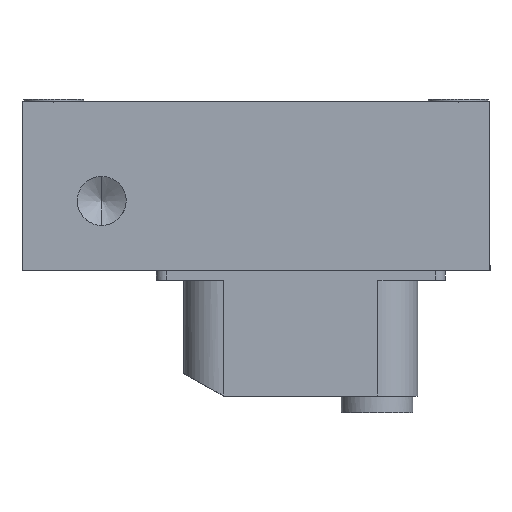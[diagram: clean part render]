
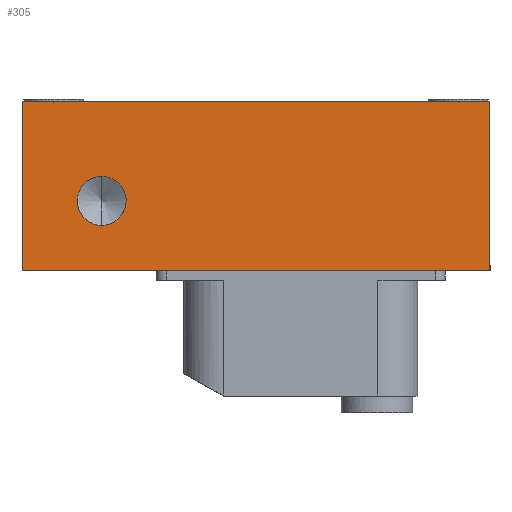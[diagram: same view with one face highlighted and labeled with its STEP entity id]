
A CAD part, front view. The second image highlights one B-rep face of the part: STEP entity #305.
In plain terms, the highlighted planar face has unit normal (0, -1, 0).
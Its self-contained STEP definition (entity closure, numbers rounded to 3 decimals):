
#51=FACE_BOUND('',#1132,.T.);
#305=ADVANCED_FACE('',(#700,#51),#6510,.T.);
#700=FACE_OUTER_BOUND('',#1131,.T.);
#1131=EDGE_LOOP('',(#2544,#2545,#2546,#2547));
#1132=EDGE_LOOP('',(#2548,#2549,#2550,#2551));
#2544=ORIENTED_EDGE('',*,*,#4118,.T.);
#2545=ORIENTED_EDGE('',*,*,#4117,.F.);
#2546=ORIENTED_EDGE('',*,*,#3984,.F.);
#2547=ORIENTED_EDGE('',*,*,#4119,.T.);
#2548=ORIENTED_EDGE('',*,*,#4016,.T.);
#2549=ORIENTED_EDGE('',*,*,#4477,.T.);
#2550=ORIENTED_EDGE('',*,*,#4015,.T.);
#2551=ORIENTED_EDGE('',*,*,#4014,.T.);
#3984=EDGE_CURVE('',#6004,#6005,#4850,.T.);
#4014=EDGE_CURVE('',#6045,#6046,#5363,.T.);
#4015=EDGE_CURVE('',#6047,#6045,#5364,.T.);
#4016=EDGE_CURVE('',#6046,#6312,#5365,.T.);
#4117=EDGE_CURVE('',#6005,#6089,#4907,.T.);
#4118=EDGE_CURVE('',#6091,#6089,#4908,.T.);
#4119=EDGE_CURVE('',#6004,#6091,#4909,.T.);
#4477=EDGE_CURVE('',#6312,#6047,#5585,.T.);
#4850=B_SPLINE_CURVE_WITH_KNOTS('',1,(#10836,#10837),.UNSPECIFIED.,.F.,
 .F.,(2,2),(0.,47.),.UNSPECIFIED.);
#4907=B_SPLINE_CURVE_WITH_KNOTS('',1,(#11295,#11296),.UNSPECIFIED.,.F.,
 .F.,(2,2),(0.,17.),.UNSPECIFIED.);
#4908=B_SPLINE_CURVE_WITH_KNOTS('',1,(#11297,#11298),.UNSPECIFIED.,.F.,
 .F.,(2,2),(0.,47.),.UNSPECIFIED.);
#4909=B_SPLINE_CURVE_WITH_KNOTS('',1,(#11299,#11300),.UNSPECIFIED.,.F.,
 .F.,(2,2),(0.,17.),.UNSPECIFIED.);
#5363=(
BOUNDED_CURVE()
B_SPLINE_CURVE(2,(#10925,#10926,#10927),.UNSPECIFIED.,.F.,.F.)
B_SPLINE_CURVE_WITH_KNOTS((3,3),(-3.862,0.),.UNSPECIFIED.)
CURVE()
GEOMETRIC_REPRESENTATION_ITEM()
RATIONAL_B_SPLINE_CURVE((1.,0.707,1.))
REPRESENTATION_ITEM('')
);
#5364=(
BOUNDED_CURVE()
B_SPLINE_CURVE(2,(#10928,#10929,#10930),.UNSPECIFIED.,.F.,.F.)
B_SPLINE_CURVE_WITH_KNOTS((3,3),(-7.724,-3.862),
 .UNSPECIFIED.)
CURVE()
GEOMETRIC_REPRESENTATION_ITEM()
RATIONAL_B_SPLINE_CURVE((1.,0.707,1.))
REPRESENTATION_ITEM('')
);
#5365=(
BOUNDED_CURVE()
B_SPLINE_CURVE(2,(#10931,#10932,#10933),.UNSPECIFIED.,.F.,.F.)
B_SPLINE_CURVE_WITH_KNOTS((3,3),(-7.724,-3.862),
 .UNSPECIFIED.)
CURVE()
GEOMETRIC_REPRESENTATION_ITEM()
RATIONAL_B_SPLINE_CURVE((1.,0.707,1.))
REPRESENTATION_ITEM('')
);
#5585=(
BOUNDED_CURVE()
B_SPLINE_CURVE(2,(#12599,#12600,#12601),.UNSPECIFIED.,.F.,.F.)
B_SPLINE_CURVE_WITH_KNOTS((3,3),(-3.862,0.),.UNSPECIFIED.)
CURVE()
GEOMETRIC_REPRESENTATION_ITEM()
RATIONAL_B_SPLINE_CURVE((1.,0.707,1.))
REPRESENTATION_ITEM('')
);
#6004=VERTEX_POINT('',#9130);
#6005=VERTEX_POINT('',#9131);
#6045=VERTEX_POINT('',#9171);
#6046=VERTEX_POINT('',#9172);
#6047=VERTEX_POINT('',#9173);
#6089=VERTEX_POINT('',#9215);
#6091=VERTEX_POINT('',#9217);
#6312=VERTEX_POINT('',#9438);
#6510=PLANE('',#6984);
#6984=AXIS2_PLACEMENT_3D('',#8484,#7350,$);
#7350=DIRECTION('',(0.,-1.,0.));
#8484=CARTESIAN_POINT('',(-28.32,-29.,12.48));
#9130=CARTESIAN_POINT('',(-23.5,-29.,31.3));
#9131=CARTESIAN_POINT('',(23.5,-29.,31.3));
#9171=CARTESIAN_POINT('',(-15.5,-29.,18.842));
#9172=CARTESIAN_POINT('',(-17.958,-29.,21.3));
#9173=CARTESIAN_POINT('',(-13.041,-29.,21.3));
#9215=CARTESIAN_POINT('',(23.5,-29.,14.3));
#9217=CARTESIAN_POINT('',(-23.5,-29.,14.3));
#9438=CARTESIAN_POINT('',(-15.5,-29.,23.759));
#10836=CARTESIAN_POINT('',(-23.5,-29.,31.3));
#10837=CARTESIAN_POINT('',(23.5,-29.,31.3));
#10925=CARTESIAN_POINT('',(-15.5,-29.,18.842));
#10926=CARTESIAN_POINT('',(-17.958,-29.,18.842));
#10927=CARTESIAN_POINT('',(-17.958,-29.,21.3));
#10928=CARTESIAN_POINT('',(-13.041,-29.,21.3));
#10929=CARTESIAN_POINT('',(-13.041,-29.,18.842));
#10930=CARTESIAN_POINT('',(-15.5,-29.,18.842));
#10931=CARTESIAN_POINT('',(-17.958,-29.,21.3));
#10932=CARTESIAN_POINT('',(-17.958,-29.,23.759));
#10933=CARTESIAN_POINT('',(-15.5,-29.,23.759));
#11295=CARTESIAN_POINT('',(23.5,-29.,31.3));
#11296=CARTESIAN_POINT('',(23.5,-29.,14.3));
#11297=CARTESIAN_POINT('',(-23.5,-29.,14.3));
#11298=CARTESIAN_POINT('',(23.5,-29.,14.3));
#11299=CARTESIAN_POINT('',(-23.5,-29.,31.3));
#11300=CARTESIAN_POINT('',(-23.5,-29.,14.3));
#12599=CARTESIAN_POINT('',(-15.5,-29.,23.759));
#12600=CARTESIAN_POINT('',(-13.041,-29.,23.759));
#12601=CARTESIAN_POINT('',(-13.041,-29.,21.3));
